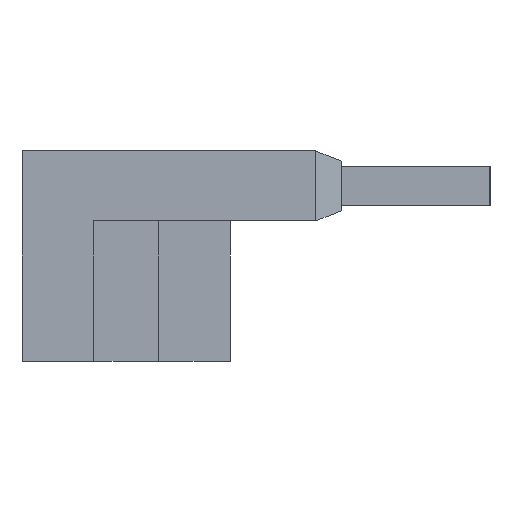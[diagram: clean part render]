
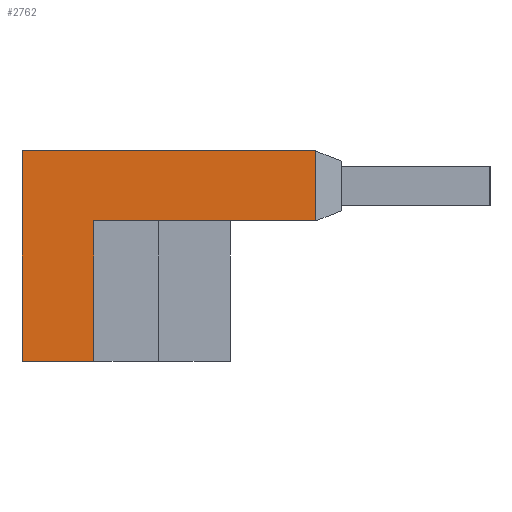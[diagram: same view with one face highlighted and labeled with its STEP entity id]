
A CAD part, left-side view. The second image highlights one B-rep face of the part: STEP entity #2762.
In plain terms, the highlighted planar face has unit normal (-1, 0, 0).
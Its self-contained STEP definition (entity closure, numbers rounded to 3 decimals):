
#567 = EDGE_CURVE ( 'NONE', #832, #902, #6619, .T. ) ;
#597 = EDGE_CURVE ( 'NONE', #1007, #1003, #6434, .T. ) ;
#616 = EDGE_CURVE ( 'NONE', #736, #1007, #6365, .T. ) ;
#621 = EDGE_CURVE ( 'NONE', #1003, #832, #6374, .T. ) ;
#736 = VERTEX_POINT ( 'NONE', #5020 ) ;
#832 = VERTEX_POINT ( 'NONE', #4930 ) ;
#902 = VERTEX_POINT ( 'NONE', #4838 ) ;
#983 = VERTEX_POINT ( 'NONE', #6900 ) ;
#1003 = VERTEX_POINT ( 'NONE', #6810 ) ;
#1007 = VERTEX_POINT ( 'NONE', #6828 ) ;
#1202 = FACE_OUTER_BOUND ( 'NONE', #3748, .T. ) ;
#2066 = PLANE ( 'NONE',  #2898 ) ;
#2067 = CARTESIAN_POINT ( 'NONE',  ( 0., 87.8, 8.2 ) ) ;
#2072 = DIRECTION ( 'NONE',  ( -1., 0., 0. ) ) ;
#2073 = DIRECTION ( 'NONE',  ( 0., -1., 0. ) ) ;
#2570 = EDGE_CURVE ( 'NONE', #902, #983, #5347, .T. ) ;
#2591 = EDGE_CURVE ( 'NONE', #983, #736, #5537, .T. ) ;
#2762 = ADVANCED_FACE ( 'NONE', ( #1202 ), #2066, .T. ) ;
#2898 = AXIS2_PLACEMENT_3D ( 'NONE', #2067, #2072, #2073 ) ;
#3277 = ORIENTED_EDGE ( 'NONE', *, *, #621, .T. ) ;
#3289 = ORIENTED_EDGE ( 'NONE', *, *, #616, .T. ) ;
#3299 = ORIENTED_EDGE ( 'NONE', *, *, #2591, .T. ) ;
#3327 = ORIENTED_EDGE ( 'NONE', *, *, #2570, .T. ) ;
#3330 = ORIENTED_EDGE ( 'NONE', *, *, #567, .T. ) ;
#3339 = ORIENTED_EDGE ( 'NONE', *, *, #597, .T. ) ;
#3748 = EDGE_LOOP ( 'NONE', ( #3289, #3339, #3277, #3330, #3327, #3299 ) ) ;
#4838 = CARTESIAN_POINT ( 'NONE',  ( 0., 105., 0. ) ) ;
#4930 = CARTESIAN_POINT ( 'NONE',  ( 0., 105., 12.3 ) ) ;
#5020 = CARTESIAN_POINT ( 'NONE',  ( 0., 100.8, 8.2 ) ) ;
#5075 = DIRECTION ( 'NONE',  ( 0., 1., 0. ) ) ;
#5077 = CARTESIAN_POINT ( 'NONE',  ( 0., 87.8, 12.3 ) ) ;
#5086 = DIRECTION ( 'NONE',  ( 0., -1., 0. ) ) ;
#5087 = CARTESIAN_POINT ( 'NONE',  ( 0., 87.8, 8.2 ) ) ;
#5128 = DIRECTION ( 'NONE',  ( 0., 0., 1. ) ) ;
#5129 = CARTESIAN_POINT ( 'NONE',  ( 0., 87.8, 8.2 ) ) ;
#5191 = DIRECTION ( 'NONE',  ( 0., 0., -1. ) ) ;
#5193 = CARTESIAN_POINT ( 'NONE',  ( 0., 105., 8.2 ) ) ;
#5343 = VECTOR ( 'NONE', #7424, 1000. ) ;
#5347 = LINE ( 'NONE', #7425, #5343 ) ;
#5537 = LINE ( 'NONE', #7376, #5559 ) ;
#5559 = VECTOR ( 'NONE', #7375, 1000. ) ;
#6365 = LINE ( 'NONE', #5087, #6396 ) ;
#6372 = VECTOR ( 'NONE', #5075, 1000. ) ;
#6374 = LINE ( 'NONE', #5077, #6372 ) ;
#6396 = VECTOR ( 'NONE', #5086, 1000. ) ;
#6433 = VECTOR ( 'NONE', #5128, 1000. ) ;
#6434 = LINE ( 'NONE', #5129, #6433 ) ;
#6616 = VECTOR ( 'NONE', #5191, 1000. ) ;
#6619 = LINE ( 'NONE', #5193, #6616 ) ;
#6810 = CARTESIAN_POINT ( 'NONE',  ( 0., 87.8, 12.3 ) ) ;
#6828 = CARTESIAN_POINT ( 'NONE',  ( 0., 87.8, 8.2 ) ) ;
#6900 = CARTESIAN_POINT ( 'NONE',  ( 0., 100.8, 0. ) ) ;
#7375 = DIRECTION ( 'NONE',  ( 0., 0., 1. ) ) ;
#7376 = CARTESIAN_POINT ( 'NONE',  ( 0., 100.8, 8.2 ) ) ;
#7424 = DIRECTION ( 'NONE',  ( 0., -1., 0. ) ) ;
#7425 = CARTESIAN_POINT ( 'NONE',  ( 0., 102.9, 0. ) ) ;
